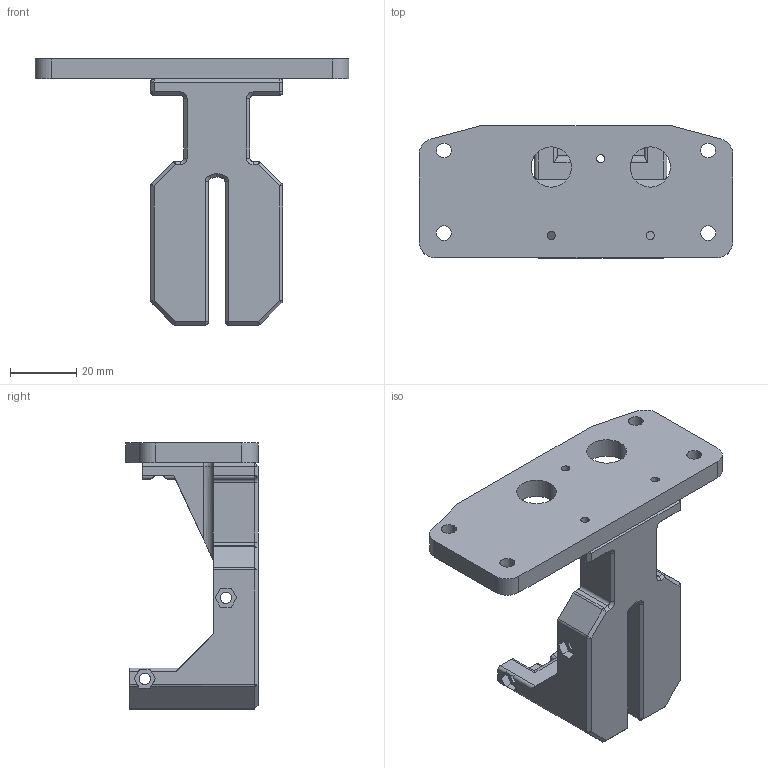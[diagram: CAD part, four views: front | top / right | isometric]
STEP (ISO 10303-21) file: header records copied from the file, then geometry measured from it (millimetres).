
FILE_DESCRIPTION (( 'STEP AP203' ), '1' );
FILE_NAME ('Gear Basev2 wall.STEP', '2021-07-18T09:46:50', ( '' ), ( '' ), 'SwSTEP 2.0', 'SolidWorks 2020', '' );
FILE_SCHEMA (( 'CONFIG_CONTROL_DESIGN' ));
Length unit declared in the file: millimetre
Products named in the file (1): Gear Basev2 wall
Bounding box: 95 x 40 x 80.53 mm (x, y, z)
Volume: 61072.9 mm3; surface area: 22178.4 mm2
Topology: 2 solids, 2 shells, 208 faces, 554 edges, 339 vertices
Faces by surface type: plane 97, cylinder 89, cone 20, torus 2
Entity records: 6557 total; most frequent: CARTESIAN_POINT 1266, DIRECTION 1096, ORIENTED_EDGE 1080, EDGE_CURVE 540, AXIS2_PLACEMENT_3D 373, LINE 350, VECTOR 350, VERTEX_POINT 339
